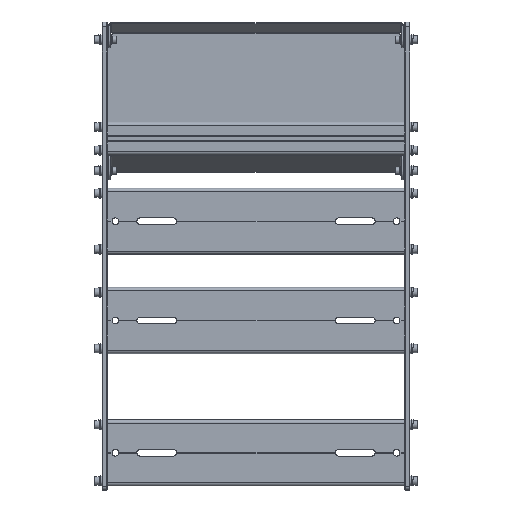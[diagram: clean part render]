
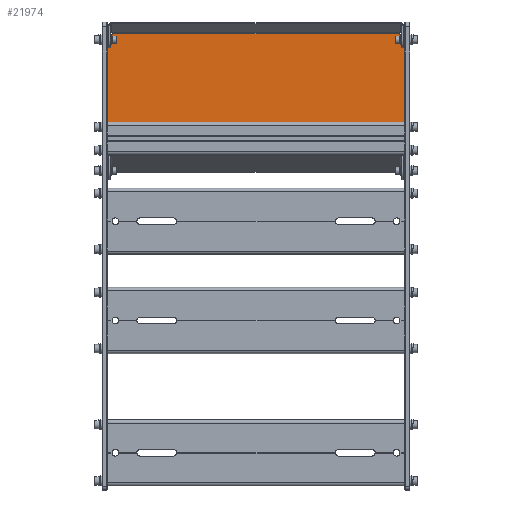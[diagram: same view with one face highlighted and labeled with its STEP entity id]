
A CAD part, front view. The second image highlights one B-rep face of the part: STEP entity #21974.
In plain terms, the highlighted planar face has unit normal (0, -1, 0).
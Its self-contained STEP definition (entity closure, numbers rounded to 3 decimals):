
#1780=LINE('',#36994,#3637);
#1787=LINE('',#37014,#3644);
#1788=LINE('',#37018,#3645);
#1789=LINE('',#37022,#3646);
#1790=LINE('',#37026,#3647);
#1791=LINE('',#37030,#3648);
#1792=LINE('',#37034,#3649);
#1793=LINE('',#37038,#3650);
#3637=VECTOR('',#26848,10.);
#3644=VECTOR('',#26867,10.);
#3645=VECTOR('',#26870,10.);
#3646=VECTOR('',#26873,10.);
#3647=VECTOR('',#26876,10.);
#3648=VECTOR('',#26879,10.);
#3649=VECTOR('',#26882,10.);
#3650=VECTOR('',#26885,10.);
#5450=FACE_OUTER_BOUND('',#6813,.T.);
#6813=EDGE_LOOP('',(#16028,#16029,#16030,#16031,#16032,#16033,#16034,#16035,
#16036,#16037,#16038,#16039,#16040,#16041,#16042,#16043));
#8061=CIRCLE('',#23479,2.5);
#8062=CIRCLE('',#23480,3.);
#8063=CIRCLE('',#23481,3.);
#8064=CIRCLE('',#23482,2.5);
#8065=CIRCLE('',#23483,2.5);
#8066=CIRCLE('',#23484,3.);
#8067=CIRCLE('',#23485,3.);
#8068=CIRCLE('',#23486,2.5);
#9459=VERTEX_POINT('',#36967);
#9463=VERTEX_POINT('',#36988);
#9469=VERTEX_POINT('',#37011);
#9470=VERTEX_POINT('',#37013);
#9471=VERTEX_POINT('',#37015);
#9472=VERTEX_POINT('',#37017);
#9473=VERTEX_POINT('',#37019);
#9474=VERTEX_POINT('',#37021);
#9475=VERTEX_POINT('',#37023);
#9476=VERTEX_POINT('',#37025);
#9477=VERTEX_POINT('',#37027);
#9478=VERTEX_POINT('',#37029);
#9479=VERTEX_POINT('',#37031);
#9480=VERTEX_POINT('',#37033);
#9481=VERTEX_POINT('',#37035);
#9482=VERTEX_POINT('',#37037);
#11861=EDGE_CURVE('',#9463,#9459,#1780,.T.);
#11870=EDGE_CURVE('',#9463,#9469,#8061,.T.);
#11871=EDGE_CURVE('',#9470,#9469,#1787,.T.);
#11872=EDGE_CURVE('',#9471,#9470,#8062,.T.);
#11873=EDGE_CURVE('',#9472,#9471,#1788,.T.);
#11874=EDGE_CURVE('',#9473,#9472,#8063,.T.);
#11875=EDGE_CURVE('',#9473,#9474,#1789,.T.);
#11876=EDGE_CURVE('',#9474,#9475,#8064,.T.);
#11877=EDGE_CURVE('',#9476,#9475,#1790,.T.);
#11878=EDGE_CURVE('',#9476,#9477,#8065,.T.);
#11879=EDGE_CURVE('',#9478,#9477,#1791,.T.);
#11880=EDGE_CURVE('',#9479,#9478,#8066,.T.);
#11881=EDGE_CURVE('',#9479,#9480,#1792,.T.);
#11882=EDGE_CURVE('',#9481,#9480,#8067,.T.);
#11883=EDGE_CURVE('',#9481,#9482,#1793,.T.);
#11884=EDGE_CURVE('',#9482,#9459,#8068,.T.);
#16028=ORIENTED_EDGE('',*,*,#11861,.F.);
#16029=ORIENTED_EDGE('',*,*,#11870,.T.);
#16030=ORIENTED_EDGE('',*,*,#11871,.F.);
#16031=ORIENTED_EDGE('',*,*,#11872,.F.);
#16032=ORIENTED_EDGE('',*,*,#11873,.F.);
#16033=ORIENTED_EDGE('',*,*,#11874,.F.);
#16034=ORIENTED_EDGE('',*,*,#11875,.T.);
#16035=ORIENTED_EDGE('',*,*,#11876,.T.);
#16036=ORIENTED_EDGE('',*,*,#11877,.F.);
#16037=ORIENTED_EDGE('',*,*,#11878,.T.);
#16038=ORIENTED_EDGE('',*,*,#11879,.F.);
#16039=ORIENTED_EDGE('',*,*,#11880,.F.);
#16040=ORIENTED_EDGE('',*,*,#11881,.T.);
#16041=ORIENTED_EDGE('',*,*,#11882,.F.);
#16042=ORIENTED_EDGE('',*,*,#11883,.T.);
#16043=ORIENTED_EDGE('',*,*,#11884,.T.);
#21187=PLANE('',#23478);
#21974=ADVANCED_FACE('',(#5450),#21187,.F.);
#23478=AXIS2_PLACEMENT_3D('',#37010,#26863,#26864);
#23479=AXIS2_PLACEMENT_3D('',#37012,#26865,#26866);
#23480=AXIS2_PLACEMENT_3D('',#37016,#26868,#26869);
#23481=AXIS2_PLACEMENT_3D('',#37020,#26871,#26872);
#23482=AXIS2_PLACEMENT_3D('',#37024,#26874,#26875);
#23483=AXIS2_PLACEMENT_3D('',#37028,#26877,#26878);
#23484=AXIS2_PLACEMENT_3D('',#37032,#26880,#26881);
#23485=AXIS2_PLACEMENT_3D('',#37036,#26883,#26884);
#23486=AXIS2_PLACEMENT_3D('',#37039,#26886,#26887);
#26848=DIRECTION('',(-1.,0.,0.));
#26863=DIRECTION('center_axis',(0.,1.,0.));
#26864=DIRECTION('ref_axis',(1.,0.,0.));
#26865=DIRECTION('center_axis',(0.,1.,0.));
#26866=DIRECTION('ref_axis',(0.,0.,
-1.));
#26867=DIRECTION('',(-1.,0.,0.));
#26868=DIRECTION('center_axis',(0.,1.,0.));
#26869=DIRECTION('ref_axis',(0.707,0.,-0.707));
#26870=DIRECTION('',(0.,0.,-1.));
#26871=DIRECTION('center_axis',(0.,1.,0.));
#26872=DIRECTION('ref_axis',(0.707,0.,0.707));
#26873=DIRECTION('',(-1.,0.,0.));
#26874=DIRECTION('center_axis',(0.,1.,0.));
#26875=DIRECTION('ref_axis',(0.,0.,
-1.));
#26876=DIRECTION('',(1.,0.,0.));
#26877=DIRECTION('center_axis',(0.,1.,0.));
#26878=DIRECTION('ref_axis',(0.,0.,
1.));
#26879=DIRECTION('',(1.,0.,0.));
#26880=DIRECTION('center_axis',(0.,1.,0.));
#26881=DIRECTION('ref_axis',(-0.707,0.,0.707));
#26882=DIRECTION('',(0.,0.,-1.));
#26883=DIRECTION('center_axis',(0.,1.,0.));
#26884=DIRECTION('ref_axis',(-0.707,0.,-0.707));
#26885=DIRECTION('',(1.,0.,0.));
#26886=DIRECTION('center_axis',(0.,1.,0.));
#26887=DIRECTION('ref_axis',(0.,0.,
1.));
#36967=CARTESIAN_POINT('',(-173.375,30.776,84.571));
#36988=CARTESIAN_POINT('',(173.379,30.776,84.571));
#36994=CARTESIAN_POINT('',(0.002,30.776,84.571));
#37010=CARTESIAN_POINT('Origin',(0.002,30.776,146.688));
#37011=CARTESIAN_POINT('',(175.462,30.776,85.688));
#37012=CARTESIAN_POINT('Origin',(175.462,30.776,83.188));
#37013=CARTESIAN_POINT('',(176.502,30.776,85.688));
#37014=CARTESIAN_POINT('',(179.502,30.776,85.688));
#37015=CARTESIAN_POINT('',(179.502,30.776,88.688));
#37016=CARTESIAN_POINT('Origin',(176.502,30.776,88.688));
#37017=CARTESIAN_POINT('',(179.502,30.776,222.688));
#37018=CARTESIAN_POINT('',(179.502,30.776,225.688));
#37019=CARTESIAN_POINT('',(176.502,30.776,225.688));
#37020=CARTESIAN_POINT('Origin',(176.502,30.776,222.688));
#37021=CARTESIAN_POINT('',(175.462,30.776,225.688));
#37022=CARTESIAN_POINT('',(179.502,30.776,225.688));
#37023=CARTESIAN_POINT('',(173.468,30.776,226.68));
#37024=CARTESIAN_POINT('Origin',(175.462,30.776,228.188));
#37025=CARTESIAN_POINT('',(-173.464,30.776,226.68));
#37026=CARTESIAN_POINT('',(0.002,30.776,226.68));
#37027=CARTESIAN_POINT('',(-175.458,30.776,225.688));
#37028=CARTESIAN_POINT('Origin',(-175.458,30.776,228.188));
#37029=CARTESIAN_POINT('',(-176.498,30.776,225.688));
#37030=CARTESIAN_POINT('',(-179.498,30.776,225.688));
#37031=CARTESIAN_POINT('',(-179.498,30.776,222.688));
#37032=CARTESIAN_POINT('Origin',(-176.498,30.776,222.688));
#37033=CARTESIAN_POINT('',(-179.498,30.776,88.688));
#37034=CARTESIAN_POINT('',(-179.498,30.776,225.688));
#37035=CARTESIAN_POINT('',(-176.498,30.776,85.688));
#37036=CARTESIAN_POINT('Origin',(-176.498,30.776,88.688));
#37037=CARTESIAN_POINT('',(-175.458,30.776,85.688));
#37038=CARTESIAN_POINT('',(-179.498,30.776,85.688));
#37039=CARTESIAN_POINT('Origin',(-175.458,30.776,83.188));
